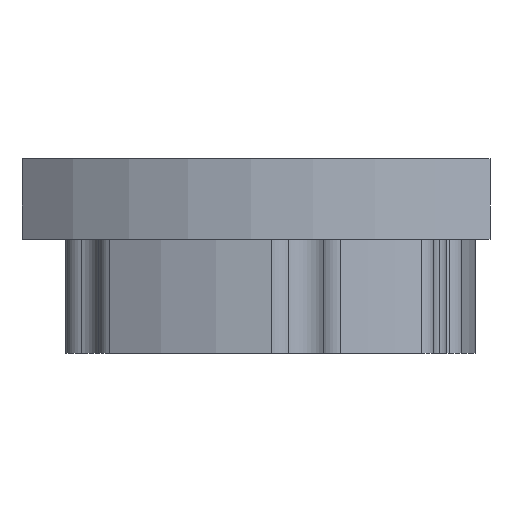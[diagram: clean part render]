
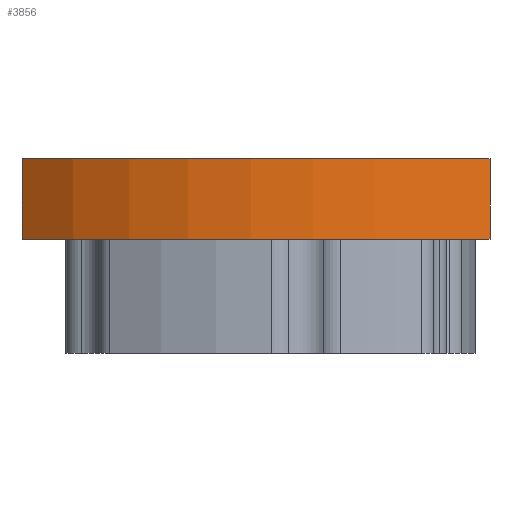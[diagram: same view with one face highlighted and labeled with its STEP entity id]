
A CAD part, front view. The second image highlights one B-rep face of the part: STEP entity #3856.
In plain terms, the highlighted cylindrical face has radius 53.5 mm (diameter 107 mm), a partial arc.
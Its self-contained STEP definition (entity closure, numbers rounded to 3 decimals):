
#12 = CARTESIAN_POINT ( 'NONE',  ( 29., -44.958, 15.6 ) ) ;
#53 = LINE ( 'NONE', #1371, #2944 ) ;
#148 = ORIENTED_EDGE ( 'NONE', *, *, #2802, .F. ) ;
#323 = CIRCLE ( 'NONE', #5006, 53.5 ) ;
#604 = VECTOR ( 'NONE', #2536, 1000. ) ;
#791 = CARTESIAN_POINT ( 'NONE',  ( 0., 0., 26.6 ) ) ;
#929 = ORIENTED_EDGE ( 'NONE', *, *, #4042, .T. ) ;
#963 = CARTESIAN_POINT ( 'NONE',  ( -35., -40.463, 15.6 ) ) ;
#1080 = LINE ( 'NONE', #963, #604 ) ;
#1084 = AXIS2_PLACEMENT_3D ( 'NONE', #791, #4627, #1170 ) ;
#1165 = CARTESIAN_POINT ( 'NONE',  ( -35., -40.463, 15.6 ) ) ;
#1170 = DIRECTION ( 'NONE',  ( 1., 0., 0. ) ) ;
#1184 = DIRECTION ( 'NONE',  ( 1., 0., 0. ) ) ;
#1240 = VERTEX_POINT ( 'NONE', #12 ) ;
#1250 = AXIS2_PLACEMENT_3D ( 'NONE', #2192, #3348, #2924 ) ;
#1305 = FACE_OUTER_BOUND ( 'NONE', #1543, .T. ) ;
#1371 = CARTESIAN_POINT ( 'NONE',  ( 29., -44.958, 15.6 ) ) ;
#1395 = DIRECTION ( 'NONE',  ( 0., 0., 1. ) ) ;
#1443 = CARTESIAN_POINT ( 'NONE',  ( -35., -40.463, 26.6 ) ) ;
#1458 = EDGE_CURVE ( 'NONE', #2909, #4418, #1080, .T. ) ;
#1529 = VERTEX_POINT ( 'NONE', #4274 ) ;
#1543 = EDGE_LOOP ( 'NONE', ( #148, #2055, #929, #1689 ) ) ;
#1546 = CYLINDRICAL_SURFACE ( 'NONE', #1250, 53.5 ) ;
#1689 = ORIENTED_EDGE ( 'NONE', *, *, #3231, .T. ) ;
#1919 = DIRECTION ( 'NONE',  ( 0., 0., 1. ) ) ;
#2055 = ORIENTED_EDGE ( 'NONE', *, *, #1458, .F. ) ;
#2192 = CARTESIAN_POINT ( 'NONE',  ( 0., 0., 15.6 ) ) ;
#2536 = DIRECTION ( 'NONE',  ( 0., 0., 1. ) ) ;
#2802 = EDGE_CURVE ( 'NONE', #4418, #1529, #4328, .T. ) ;
#2909 = VERTEX_POINT ( 'NONE', #1165 ) ;
#2924 = DIRECTION ( 'NONE',  ( 1., 0., 0. ) ) ;
#2944 = VECTOR ( 'NONE', #1395, 1000. ) ;
#3111 = CARTESIAN_POINT ( 'NONE',  ( 0., 0., 15.6 ) ) ;
#3231 = EDGE_CURVE ( 'NONE', #1240, #1529, #53, .T. ) ;
#3348 = DIRECTION ( 'NONE',  ( 0., 0., 1. ) ) ;
#3856 = ADVANCED_FACE ( 'NONE', ( #1305 ), #1546, .T. ) ;
#4042 = EDGE_CURVE ( 'NONE', #2909, #1240, #323, .T. ) ;
#4274 = CARTESIAN_POINT ( 'NONE',  ( 29., -44.958, 26.6 ) ) ;
#4328 = CIRCLE ( 'NONE', #1084, 53.5 ) ;
#4418 = VERTEX_POINT ( 'NONE', #1443 ) ;
#4627 = DIRECTION ( 'NONE',  ( 0., 0., 1. ) ) ;
#5006 = AXIS2_PLACEMENT_3D ( 'NONE', #3111, #1919, #1184 ) ;
